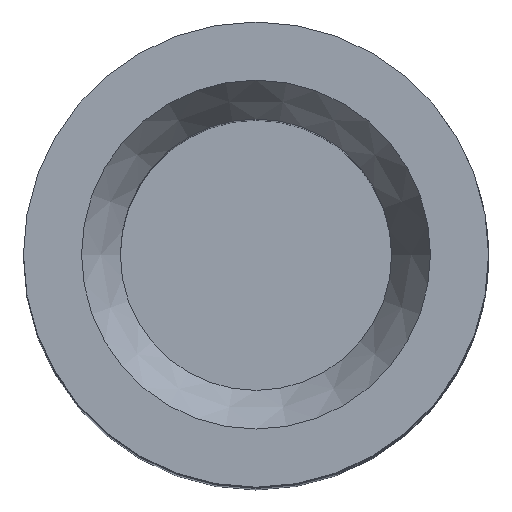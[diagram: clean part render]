
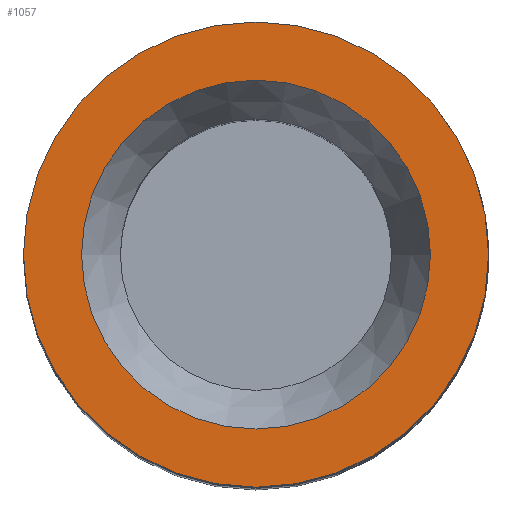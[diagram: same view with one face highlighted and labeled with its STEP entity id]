
A CAD part, top view. The second image highlights one B-rep face of the part: STEP entity #1057.
In plain terms, the highlighted planar face has unit normal (0, 0, 1).
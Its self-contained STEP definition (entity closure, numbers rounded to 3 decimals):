
#712=FACE_BOUND('',#1364,.T.);
#713=FACE_BOUND('',#1365,.T.);
#1057=ADVANCED_FACE('',(#712,#713),#1165,.T.);
#1165=PLANE('',#2726);
#1364=EDGE_LOOP('',(#1565));
#1365=EDGE_LOOP('',(#1566));
#1565=ORIENTED_EDGE('',*,*,#2284,.F.);
#1566=ORIENTED_EDGE('',*,*,#2282,.F.);
#2096=VERTEX_POINT('',#3815);
#2098=VERTEX_POINT('',#3820);
#2282=EDGE_CURVE('',#2096,#2096,#2511,.T.);
#2284=EDGE_CURVE('',#2098,#2098,#2513,.T.);
#2511=CIRCLE('',#2722,3.);
#2513=CIRCLE('',#2725,2.25);
#2722=AXIS2_PLACEMENT_3D('',#3814,#3015,#3016);
#2725=AXIS2_PLACEMENT_3D('',#3819,#3021,#3022);
#2726=AXIS2_PLACEMENT_3D('',#3821,#3023,#3024);
#3015=DIRECTION('',(0.,0.,-1.));
#3016=DIRECTION('',(1.,0.,0.));
#3021=DIRECTION('',(0.,0.,1.));
#3022=DIRECTION('',(1.,0.,0.));
#3023=DIRECTION('',(0.,0.,1.));
#3024=DIRECTION('',(0.,1.,0.));
#3814=CARTESIAN_POINT('',(0.,0.,0.));
#3815=CARTESIAN_POINT('',(3.,0.,0.));
#3819=CARTESIAN_POINT('',(0.,0.,0.));
#3820=CARTESIAN_POINT('',(2.25,0.,0.));
#3821=CARTESIAN_POINT('',(3.3,-3.3,0.));
